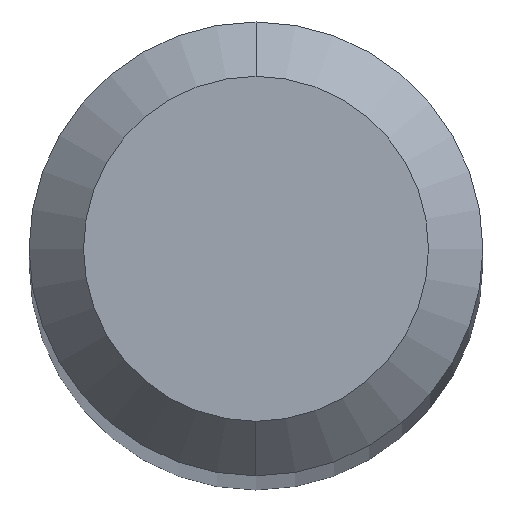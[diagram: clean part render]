
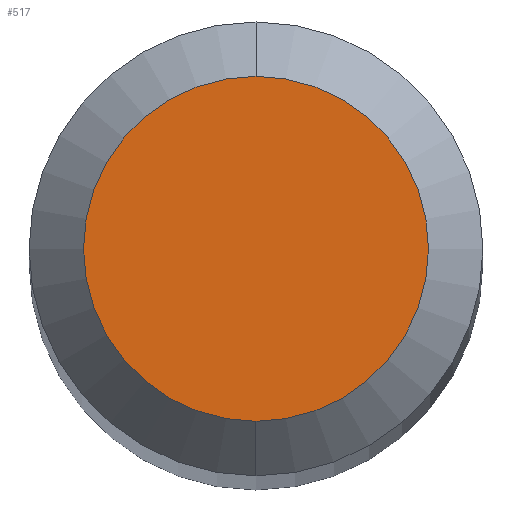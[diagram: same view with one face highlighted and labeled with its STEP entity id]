
A CAD part, top view. The second image highlights one B-rep face of the part: STEP entity #517.
In plain terms, the highlighted planar face has unit normal (0, 0, 1).
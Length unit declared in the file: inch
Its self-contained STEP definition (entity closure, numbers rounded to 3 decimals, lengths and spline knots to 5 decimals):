
#17 = CARTESIAN_POINT ( 'NONE',  ( 0., -0.0475, 0. ) ) ;
#25 = AXIS2_PLACEMENT_3D ( 'NONE', #473, #105, #73 ) ;
#67 = FACE_OUTER_BOUND ( 'NONE', #143, .T. ) ;
#73 = DIRECTION ( 'NONE',  ( 0., -1., 0. ) ) ;
#105 = DIRECTION ( 'NONE',  ( 0., 0., 1. ) ) ;
#143 = EDGE_LOOP ( 'NONE', ( #266, #188 ) ) ;
#146 = CARTESIAN_POINT ( 'NONE',  ( 0., 0.0475, 0. ) ) ;
#186 = DIRECTION ( 'NONE',  ( 0., 0., 1. ) ) ;
#188 = ORIENTED_EDGE ( 'NONE', *, *, #463, .T. ) ;
#193 = AXIS2_PLACEMENT_3D ( 'NONE', #146, #268, #512 ) ;
#221 = CARTESIAN_POINT ( 'NONE',  ( 0., 0., 0. ) ) ;
#237 = EDGE_CURVE ( 'NONE', #502, #275, #359, .T. ) ;
#263 = DIRECTION ( 'NONE',  ( 0., -1., 0. ) ) ;
#264 = CARTESIAN_POINT ( 'NONE',  ( 0., 0.0475, 0. ) ) ;
#266 = ORIENTED_EDGE ( 'NONE', *, *, #237, .T. ) ;
#268 = DIRECTION ( 'NONE',  ( 0., 0., -1. ) ) ;
#275 = VERTEX_POINT ( 'NONE', #17 ) ;
#359 = CIRCLE ( 'NONE', #25, 0.0475 ) ;
#402 = CIRCLE ( 'NONE', #467, 0.0475 ) ;
#463 = EDGE_CURVE ( 'NONE', #275, #502, #402, .T. ) ;
#467 = AXIS2_PLACEMENT_3D ( 'NONE', #221, #186, #263 ) ;
#473 = CARTESIAN_POINT ( 'NONE',  ( 0., 0., 0. ) ) ;
#474 = PLANE ( 'NONE',  #193 ) ;
#502 = VERTEX_POINT ( 'NONE', #264 ) ;
#512 = DIRECTION ( 'NONE',  ( 0., 1., 0. ) ) ;
#517 = ADVANCED_FACE ( 'NONE', ( #67 ), #474, .F. ) ;
